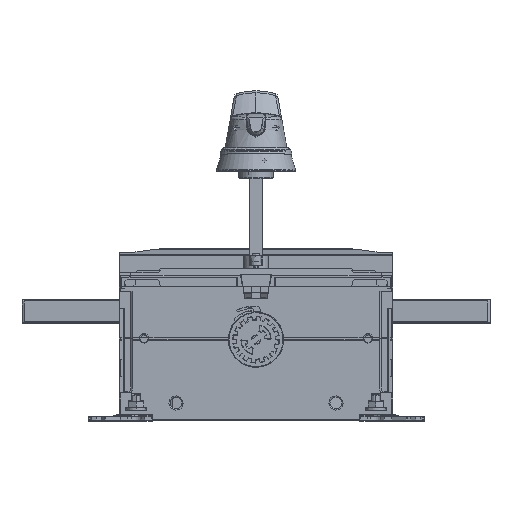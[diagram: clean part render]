
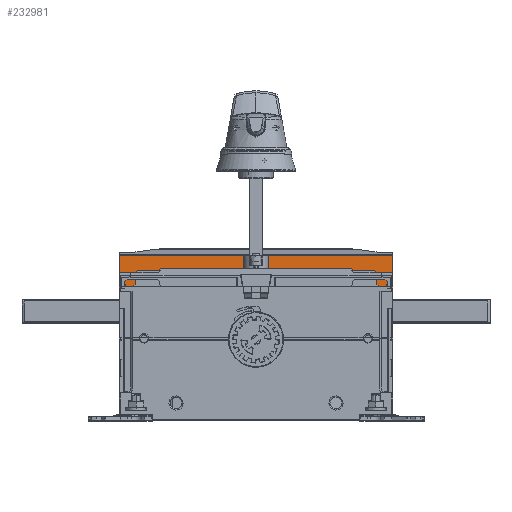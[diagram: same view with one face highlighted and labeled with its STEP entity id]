
A CAD part, top view. The second image highlights one B-rep face of the part: STEP entity #232981.
In plain terms, the highlighted planar face has unit normal (0, 0, 1).
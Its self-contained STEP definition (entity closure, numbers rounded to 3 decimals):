
#5917 = CARTESIAN_POINT ( 'NONE',  ( -119.5, 74.069, 70. ) ) ;
#7798 = CARTESIAN_POINT ( 'NONE',  ( -104., 60.5, 70. ) ) ;
#9049 = ORIENTED_EDGE ( 'NONE', *, *, #21740, .F. ) ;
#11981 = EDGE_CURVE ( 'NONE', #283880, #253248, #270625, .T. ) ;
#19843 = VERTEX_POINT ( 'NONE', #229663 ) ;
#21740 = EDGE_CURVE ( 'NONE', #243960, #179465, #264902, .T. ) ;
#24859 = CARTESIAN_POINT ( 'NONE',  ( 106., 48.5, 70. ) ) ;
#34678 = PLANE ( 'NONE',  #189800 ) ;
#43691 = VERTEX_POINT ( 'NONE', #61710 ) ;
#45008 = B_SPLINE_CURVE_WITH_KNOTS ( 'NONE', 1,
 ( #63359, #5917 ),
 .UNSPECIFIED., .F., .F.,
 ( 2, 2 ),
 ( -27.569, 0. ),
 .UNSPECIFIED. ) ;
#55795 = VERTEX_POINT ( 'NONE', #203753 ) ;
#58151 = CARTESIAN_POINT ( 'NONE',  ( -119.5, 74.069, 70. ) ) ;
#59601 = EDGE_CURVE ( 'NONE', #179465, #283880, #148065, .T. ) ;
#61710 = CARTESIAN_POINT ( 'NONE',  ( -119.5, 46.5, 70. ) ) ;
#61743 = VERTEX_POINT ( 'NONE', #164912 ) ;
#61807 = ORIENTED_EDGE ( 'NONE', *, *, #164554, .F. ) ;
#62419 =( BOUNDED_CURVE ( )  B_SPLINE_CURVE ( 2, ( #205938, #209265, #24859 ),
 .UNSPECIFIED., .F., .F. ) 
 B_SPLINE_CURVE_WITH_KNOTS ( ( 3, 3 ),
 ( 0., 3.142 ),
 .UNSPECIFIED. ) 
 CURVE ( )  GEOMETRIC_REPRESENTATION_ITEM ( )  RATIONAL_B_SPLINE_CURVE ( ( 1., 0.707, 1. ) ) 
 REPRESENTATION_ITEM ( '' )  );
#63359 = CARTESIAN_POINT ( 'NONE',  ( -119.5, 46.5, 70. ) ) ;
#64952 = CARTESIAN_POINT ( 'NONE',  ( -106., 58.5, 70. ) ) ;
#67709 = CARTESIAN_POINT ( 'NONE',  ( 119.5, 46.5, 70. ) ) ;
#80730 = CARTESIAN_POINT ( 'NONE',  ( 119.5, 46.5, 70. ) ) ;
#82337 = CARTESIAN_POINT ( 'NONE',  ( -106., 58.5, 70. ) ) ;
#83859 = DIRECTION ( 'NONE',  ( 1., 0., 0. ) ) ;
#89751 = B_SPLINE_CURVE_WITH_KNOTS ( 'NONE', 1,
 ( #107784, #264976 ),
 .UNSPECIFIED., .F., .F.,
 ( 2, 2 ),
 ( -10., 0. ),
 .UNSPECIFIED. ) ;
#92963 = CARTESIAN_POINT ( 'NONE',  ( 106., 58.5, 70. ) ) ;
#95219 = CARTESIAN_POINT ( 'NONE',  ( 119.5, 74.069, 70. ) ) ;
#98662 = B_SPLINE_CURVE_WITH_KNOTS ( 'NONE', 1,
 ( #327021, #95219 ),
 .UNSPECIFIED., .F., .F.,
 ( 2, 2 ),
 ( -239., 0. ),
 .UNSPECIFIED. ) ;
#106021 = ORIENTED_EDGE ( 'NONE', *, *, #171821, .F. ) ;
#107784 = CARTESIAN_POINT ( 'NONE',  ( 106., 48.5, 70. ) ) ;
#114649 = EDGE_CURVE ( 'NONE', #299487, #55795, #98662, .T. ) ;
#115056 = CARTESIAN_POINT ( 'NONE',  ( 106., 60.5, 70. ) ) ;
#130390 = CARTESIAN_POINT ( 'NONE',  ( 119.5, 74.069, 70. ) ) ;
#134626 = CARTESIAN_POINT ( 'NONE',  ( -143.4, 43.743, 70. ) ) ;
#148065 = B_SPLINE_CURVE_WITH_KNOTS ( 'NONE', 1,
 ( #327581, #198901 ),
 .UNSPECIFIED., .F., .F.,
 ( 2, 2 ),
 ( -10., 0. ),
 .UNSPECIFIED. ) ;
#151823 = EDGE_CURVE ( 'NONE', #61743, #325621, #209092, .T. ) ;
#156957 = EDGE_CURVE ( 'NONE', #249375, #19843, #294083, .T. ) ;
#158780 = CARTESIAN_POINT ( 'NONE',  ( -106., 48.5, 70. ) ) ;
#162487 = ORIENTED_EDGE ( 'NONE', *, *, #151823, .F. ) ;
#164554 = EDGE_CURVE ( 'NONE', #19843, #282294, #62419, .T. ) ;
#164912 = CARTESIAN_POINT ( 'NONE',  ( 106., 58.5, 70. ) ) ;
#166586 = EDGE_CURVE ( 'NONE', #55795, #249375, #335022, .T. ) ;
#171821 = EDGE_CURVE ( 'NONE', #325621, #243960, #321908, .T. ) ;
#179465 = VERTEX_POINT ( 'NONE', #64952 ) ;
#184168 = CARTESIAN_POINT ( 'NONE',  ( -106., 46.5, 70. ) ) ;
#184483 = CARTESIAN_POINT ( 'NONE',  ( 119.5, 46.5, 70. ) ) ;
#186621 = EDGE_LOOP ( 'NONE', ( #292946, #259193, #9049, #106021, #162487, #305735, #61807, #214212, #258248, #193482, #215003, #298235 ) ) ;
#189170 = CARTESIAN_POINT ( 'NONE',  ( -108., 46.5, 70. ) ) ;
#189800 = AXIS2_PLACEMENT_3D ( 'NONE', #134626, #212361, #83859 ) ;
#190511 = CARTESIAN_POINT ( 'NONE',  ( -104., 60.5, 70. ) ) ;
#193482 = ORIENTED_EDGE ( 'NONE', *, *, #114649, .F. ) ;
#198901 = CARTESIAN_POINT ( 'NONE',  ( -106., 48.5, 70. ) ) ;
#203753 = CARTESIAN_POINT ( 'NONE',  ( 119.5, 74.069, 70. ) ) ;
#205938 = CARTESIAN_POINT ( 'NONE',  ( 108., 46.5, 70. ) ) ;
#209092 =( BOUNDED_CURVE ( )  B_SPLINE_CURVE ( 2, ( #92963, #115056, #272262 ),
 .UNSPECIFIED., .F., .F. ) 
 B_SPLINE_CURVE_WITH_KNOTS ( ( 3, 3 ),
 ( 0., 3.142 ),
 .UNSPECIFIED. ) 
 CURVE ( )  GEOMETRIC_REPRESENTATION_ITEM ( )  RATIONAL_B_SPLINE_CURVE ( ( 1., 0.707, 1. ) ) 
 REPRESENTATION_ITEM ( '' )  );
#209265 = CARTESIAN_POINT ( 'NONE',  ( 106., 46.5, 70. ) ) ;
#209887 = EDGE_CURVE ( 'NONE', #43691, #299487, #45008, .T. ) ;
#210688 = FACE_OUTER_BOUND ( 'NONE', #186621, .T. ) ;
#212361 = DIRECTION ( 'NONE',  ( 0., 0., 1. ) ) ;
#214159 = CARTESIAN_POINT ( 'NONE',  ( -108., 46.5, 70. ) ) ;
#214212 = ORIENTED_EDGE ( 'NONE', *, *, #156957, .F. ) ;
#215003 = ORIENTED_EDGE ( 'NONE', *, *, #209887, .F. ) ;
#215052 = CARTESIAN_POINT ( 'NONE',  ( 108., 46.5, 70. ) ) ;
#229663 = CARTESIAN_POINT ( 'NONE',  ( 108., 46.5, 70. ) ) ;
#232981 = ADVANCED_FACE ( 'NONE', ( #210688 ), #34678, .T. ) ;
#243960 = VERTEX_POINT ( 'NONE', #190511 ) ;
#249375 = VERTEX_POINT ( 'NONE', #80730 ) ;
#250445 = CARTESIAN_POINT ( 'NONE',  ( -108., 46.5, 70. ) ) ;
#253248 = VERTEX_POINT ( 'NONE', #250445 ) ;
#255927 = CARTESIAN_POINT ( 'NONE',  ( -106., 48.5, 70. ) ) ;
#258248 = ORIENTED_EDGE ( 'NONE', *, *, #166586, .F. ) ;
#259193 = ORIENTED_EDGE ( 'NONE', *, *, #59601, .F. ) ;
#259989 = CARTESIAN_POINT ( 'NONE',  ( -106., 60.5, 70. ) ) ;
#264902 =( BOUNDED_CURVE ( )  B_SPLINE_CURVE ( 2, ( #7798, #259989, #82337 ),
 .UNSPECIFIED., .F., .F. ) 
 B_SPLINE_CURVE_WITH_KNOTS ( ( 3, 3 ),
 ( 0., 3.142 ),
 .UNSPECIFIED. ) 
 CURVE ( )  GEOMETRIC_REPRESENTATION_ITEM ( )  RATIONAL_B_SPLINE_CURVE ( ( 1., 0.707, 1. ) ) 
 REPRESENTATION_ITEM ( '' )  );
#264976 = CARTESIAN_POINT ( 'NONE',  ( 106., 58.5, 70. ) ) ;
#269900 = CARTESIAN_POINT ( 'NONE',  ( -119.5, 46.5, 70. ) ) ;
#270625 =( BOUNDED_CURVE ( )  B_SPLINE_CURVE ( 2, ( #158780, #184168, #189170 ),
 .UNSPECIFIED., .F., .F. ) 
 B_SPLINE_CURVE_WITH_KNOTS ( ( 3, 3 ),
 ( 0., 3.142 ),
 .UNSPECIFIED. ) 
 CURVE ( )  GEOMETRIC_REPRESENTATION_ITEM ( )  RATIONAL_B_SPLINE_CURVE ( ( 1., 0.707, 1. ) ) 
 REPRESENTATION_ITEM ( '' )  );
#272262 = CARTESIAN_POINT ( 'NONE',  ( 104., 60.5, 70. ) ) ;
#281641 = EDGE_CURVE ( 'NONE', #282294, #61743, #89751, .T. ) ;
#282294 = VERTEX_POINT ( 'NONE', #332881 ) ;
#283880 = VERTEX_POINT ( 'NONE', #255927 ) ;
#287097 = EDGE_CURVE ( 'NONE', #253248, #43691, #313314, .T. ) ;
#290861 = CARTESIAN_POINT ( 'NONE',  ( 104., 60.5, 70. ) ) ;
#292946 = ORIENTED_EDGE ( 'NONE', *, *, #11981, .F. ) ;
#294083 = B_SPLINE_CURVE_WITH_KNOTS ( 'NONE', 1,
 ( #67709, #215052 ),
 .UNSPECIFIED., .F., .F.,
 ( 2, 2 ),
 ( 0., 11.5 ),
 .UNSPECIFIED. ) ;
#298235 = ORIENTED_EDGE ( 'NONE', *, *, #287097, .F. ) ;
#299487 = VERTEX_POINT ( 'NONE', #58151 ) ;
#305735 = ORIENTED_EDGE ( 'NONE', *, *, #281641, .F. ) ;
#313314 = B_SPLINE_CURVE_WITH_KNOTS ( 'NONE', 1,
 ( #214159, #269900 ),
 .UNSPECIFIED., .F., .F.,
 ( 2, 2 ),
 ( 0., 11.5 ),
 .UNSPECIFIED. ) ;
#317984 = CARTESIAN_POINT ( 'NONE',  ( -104., 60.5, 70. ) ) ;
#321908 = B_SPLINE_CURVE_WITH_KNOTS ( 'NONE', 1,
 ( #290861, #317984 ),
 .UNSPECIFIED., .F., .F.,
 ( 2, 2 ),
 ( -208., 0. ),
 .UNSPECIFIED. ) ;
#325621 = VERTEX_POINT ( 'NONE', #331488 ) ;
#327021 = CARTESIAN_POINT ( 'NONE',  ( -119.5, 74.069, 70. ) ) ;
#327581 = CARTESIAN_POINT ( 'NONE',  ( -106., 58.5, 70. ) ) ;
#331488 = CARTESIAN_POINT ( 'NONE',  ( 104., 60.5, 70. ) ) ;
#332881 = CARTESIAN_POINT ( 'NONE',  ( 106., 48.5, 70. ) ) ;
#335022 = B_SPLINE_CURVE_WITH_KNOTS ( 'NONE', 1,
 ( #130390, #184483 ),
 .UNSPECIFIED., .F., .F.,
 ( 2, 2 ),
 ( -27.569, 0. ),
 .UNSPECIFIED. ) ;
